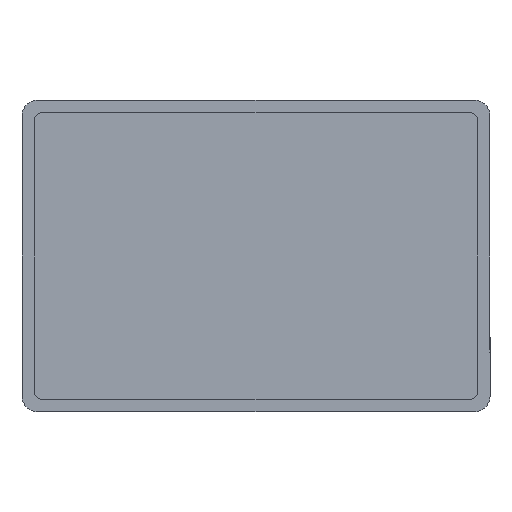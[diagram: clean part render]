
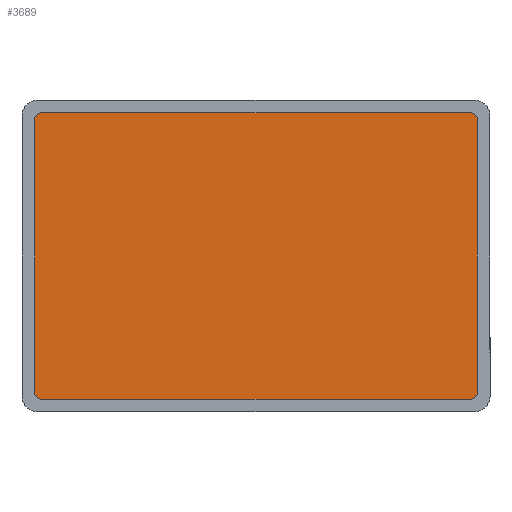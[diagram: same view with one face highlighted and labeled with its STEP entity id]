
A CAD part, front view. The second image highlights one B-rep face of the part: STEP entity #3689.
In plain terms, the highlighted planar face has unit normal (0, -1, 0).
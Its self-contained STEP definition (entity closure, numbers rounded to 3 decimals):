
#55 = CIRCLE ( 'NONE', #12195, 9. ) ;
#245 = LINE ( 'NONE', #2088, #7487 ) ;
#283 = CARTESIAN_POINT ( 'NONE',  ( 283., 0., 174. ) ) ;
#373 = ORIENTED_EDGE ( 'NONE', *, *, #9453, .F. ) ;
#564 = EDGE_CURVE ( 'NONE', #8086, #1645, #55, .T. ) ;
#615 = CARTESIAN_POINT ( 'NONE',  ( -274., 0., 183. ) ) ;
#658 = CIRCLE ( 'NONE', #5869, 9. ) ;
#1233 = DIRECTION ( 'NONE',  ( 0., 0., 1. ) ) ;
#1586 = DIRECTION ( 'NONE',  ( 0., 0., 1. ) ) ;
#1645 = VERTEX_POINT ( 'NONE', #7489 ) ;
#1977 = DIRECTION ( 'NONE',  ( -1., 0., 0. ) ) ;
#2046 = EDGE_CURVE ( 'NONE', #10500, #12058, #17556, .T. ) ;
#2088 = CARTESIAN_POINT ( 'NONE',  ( -274., 0., -183. ) ) ;
#2999 = PLANE ( 'NONE',  #13122 ) ;
#3689 = ADVANCED_FACE ( 'NONE', ( #8109 ), #2999, .F. ) ;
#3912 = AXIS2_PLACEMENT_3D ( 'NONE', #21012, #14366, #1233 ) ;
#4192 = LINE ( 'NONE', #615, #11091 ) ;
#5869 = AXIS2_PLACEMENT_3D ( 'NONE', #18345, #8566, #19974 ) ;
#6247 = ORIENTED_EDGE ( 'NONE', *, *, #21155, .F. ) ;
#7292 = VERTEX_POINT ( 'NONE', #13852 ) ;
#7487 = VECTOR ( 'NONE', #1977, 1000. ) ;
#7489 = CARTESIAN_POINT ( 'NONE',  ( 283., 0., 174. ) ) ;
#7528 = ORIENTED_EDGE ( 'NONE', *, *, #2046, .F. ) ;
#7739 = VERTEX_POINT ( 'NONE', #17281 ) ;
#7871 = CARTESIAN_POINT ( 'NONE',  ( -283., 0., 174. ) ) ;
#8086 = VERTEX_POINT ( 'NONE', #8581 ) ;
#8109 = FACE_OUTER_BOUND ( 'NONE', #14494, .T. ) ;
#8234 = CARTESIAN_POINT ( 'NONE',  ( 283., 0., -174. ) ) ;
#8306 = VECTOR ( 'NONE', #10061, 1000. ) ;
#8566 = DIRECTION ( 'NONE',  ( 0., 1., 0. ) ) ;
#8581 = CARTESIAN_POINT ( 'NONE',  ( 274., 0., 183. ) ) ;
#9201 = CIRCLE ( 'NONE', #21355, 9. ) ;
#9427 = DIRECTION ( 'NONE',  ( 0., 0., 1. ) ) ;
#9453 = EDGE_CURVE ( 'NONE', #12058, #7292, #9201, .T. ) ;
#9598 = VERTEX_POINT ( 'NONE', #8234 ) ;
#10061 = DIRECTION ( 'NONE',  ( 0., 0., -1. ) ) ;
#10128 = CARTESIAN_POINT ( 'NONE',  ( -274., 0., -183. ) ) ;
#10274 = VECTOR ( 'NONE', #15936, 1000. ) ;
#10498 = DIRECTION ( 'NONE',  ( 1., 0., 0. ) ) ;
#10500 = VERTEX_POINT ( 'NONE', #16862 ) ;
#10601 = VERTEX_POINT ( 'NONE', #10128 ) ;
#11066 = CARTESIAN_POINT ( 'NONE',  ( -274., 0., 174. ) ) ;
#11091 = VECTOR ( 'NONE', #10498, 1000. ) ;
#11519 = ORIENTED_EDGE ( 'NONE', *, *, #564, .F. ) ;
#11783 = CARTESIAN_POINT ( 'NONE',  ( 274., 0., 174. ) ) ;
#12058 = VERTEX_POINT ( 'NONE', #7871 ) ;
#12195 = AXIS2_PLACEMENT_3D ( 'NONE', #11783, #17988, #19829 ) ;
#12239 = CARTESIAN_POINT ( 'NONE',  ( -283., 0., 174. ) ) ;
#12443 = ORIENTED_EDGE ( 'NONE', *, *, #14266, .F. ) ;
#13122 = AXIS2_PLACEMENT_3D ( 'NONE', #13309, #19951, #1586 ) ;
#13309 = CARTESIAN_POINT ( 'NONE',  ( -274., 0., -174. ) ) ;
#13821 = ORIENTED_EDGE ( 'NONE', *, *, #20798, .F. ) ;
#13852 = CARTESIAN_POINT ( 'NONE',  ( -274., 0., 183. ) ) ;
#14104 = DIRECTION ( 'NONE',  ( 0., 1., 0. ) ) ;
#14266 = EDGE_CURVE ( 'NONE', #7292, #8086, #4192, .T. ) ;
#14315 = CIRCLE ( 'NONE', #3912, 9. ) ;
#14366 = DIRECTION ( 'NONE',  ( 0., 1., 0. ) ) ;
#14494 = EDGE_LOOP ( 'NONE', ( #13821, #16652, #16468, #6247, #11519, #12443, #373, #7528 ) ) ;
#15936 = DIRECTION ( 'NONE',  ( 0., 0., 1. ) ) ;
#16468 = ORIENTED_EDGE ( 'NONE', *, *, #18611, .F. ) ;
#16652 = ORIENTED_EDGE ( 'NONE', *, *, #16775, .F. ) ;
#16775 = EDGE_CURVE ( 'NONE', #7739, #10601, #245, .T. ) ;
#16862 = CARTESIAN_POINT ( 'NONE',  ( -283., 0., -174. ) ) ;
#17281 = CARTESIAN_POINT ( 'NONE',  ( 274., 0., -183. ) ) ;
#17556 = LINE ( 'NONE', #12239, #10274 ) ;
#17988 = DIRECTION ( 'NONE',  ( 0., 1., 0. ) ) ;
#18345 = CARTESIAN_POINT ( 'NONE',  ( -274., 0., -174. ) ) ;
#18611 = EDGE_CURVE ( 'NONE', #9598, #7739, #14315, .T. ) ;
#19829 = DIRECTION ( 'NONE',  ( 0., 0., 1. ) ) ;
#19947 = LINE ( 'NONE', #283, #8306 ) ;
#19951 = DIRECTION ( 'NONE',  ( 0., 1., 0. ) ) ;
#19974 = DIRECTION ( 'NONE',  ( 0., 0., 1. ) ) ;
#20798 = EDGE_CURVE ( 'NONE', #10601, #10500, #658, .T. ) ;
#21012 = CARTESIAN_POINT ( 'NONE',  ( 274., 0., -174. ) ) ;
#21155 = EDGE_CURVE ( 'NONE', #1645, #9598, #19947, .T. ) ;
#21355 = AXIS2_PLACEMENT_3D ( 'NONE', #11066, #14104, #9427 ) ;
